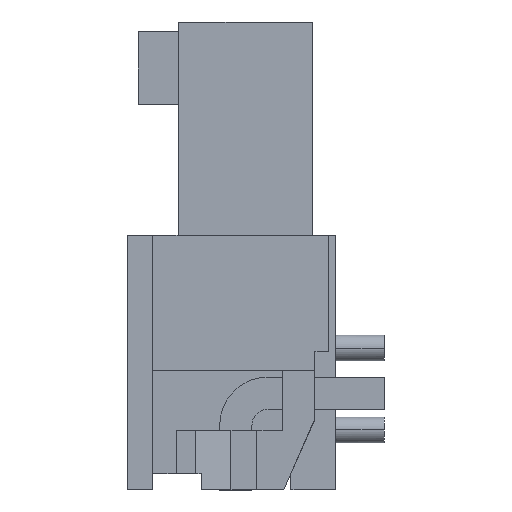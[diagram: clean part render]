
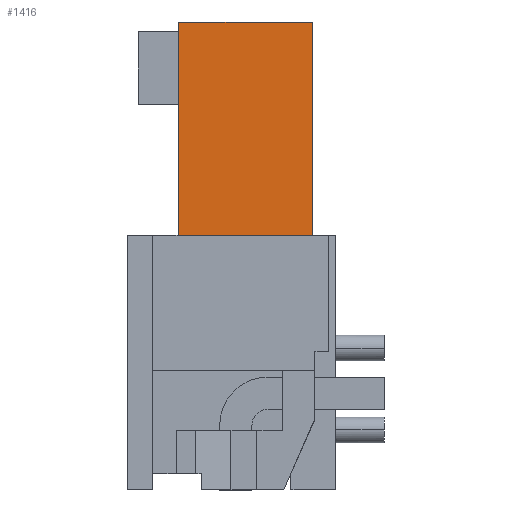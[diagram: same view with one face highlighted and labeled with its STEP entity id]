
A CAD part, left-side view. The second image highlights one B-rep face of the part: STEP entity #1416.
In plain terms, the highlighted planar face has unit normal (-1, 0, 0).
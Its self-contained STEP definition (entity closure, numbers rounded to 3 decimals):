
#665=CARTESIAN_POINT('Vertex',(5.582,2.222,7.9)) ;
#668=CARTESIAN_POINT('Line Origine',(5.582,4.296,7.9)) ;
#672=CARTESIAN_POINT('Vertex',(5.582,6.37,7.9)) ;
#1378=CARTESIAN_POINT('Vertex',(5.582,2.222,14.5)) ;
#1381=CARTESIAN_POINT('Line Origine',(5.582,2.222,11.2)) ;
#1393=CARTESIAN_POINT('Axis2P3D Location',(5.582,2.222,7.9)) ;
#1398=CARTESIAN_POINT('Line Origine',(5.582,4.296,14.5)) ;
#1402=CARTESIAN_POINT('Vertex',(5.582,6.37,14.5)) ;
#1405=CARTESIAN_POINT('Line Origine',(5.582,6.37,11.2)) ;
#669=DIRECTION('Vector Direction',(0.,1.,0.)) ;
#1382=DIRECTION('Vector Direction',(0.,0.,1.)) ;
#1394=DIRECTION('Axis2P3D Direction',(1.,0.,0.)) ;
#1395=DIRECTION('Axis2P3D XDirection',(0.,1.,0.)) ;
#1399=DIRECTION('Vector Direction',(0.,1.,0.)) ;
#1406=DIRECTION('Vector Direction',(0.,0.,1.)) ;
#1396=AXIS2_PLACEMENT_3D('Plane Axis2P3D',#1393,#1394,#1395) ;
#1411=ORIENTED_EDGE('',*,*,#1404,.T.) ;
#1412=ORIENTED_EDGE('',*,*,#1409,.F.) ;
#1413=ORIENTED_EDGE('',*,*,#674,.T.) ;
#1414=ORIENTED_EDGE('',*,*,#1385,.T.) ;
#670=VECTOR('Line Direction',#669,1.) ;
#1383=VECTOR('Line Direction',#1382,1.) ;
#1400=VECTOR('Line Direction',#1399,1.) ;
#1407=VECTOR('Line Direction',#1406,1.) ;
#1416=ADVANCED_FACE('HOUSING',(#1415),#1397,.F.) ;
#674=EDGE_CURVE('',#673,#666,#671,.F.) ;
#1385=EDGE_CURVE('',#666,#1379,#1384,.T.) ;
#1404=EDGE_CURVE('',#1379,#1403,#1401,.T.) ;
#1409=EDGE_CURVE('',#673,#1403,#1408,.T.) ;
#1410=EDGE_LOOP('',(#1411,#1412,#1413,#1414)) ;
#1415=FACE_OUTER_BOUND('',#1410,.T.) ;
#671=LINE('Line',#668,#670) ;
#1384=LINE('Line',#1381,#1383) ;
#1401=LINE('Line',#1398,#1400) ;
#1408=LINE('Line',#1405,#1407) ;
#1397=PLANE('',#1396) ;
#666=VERTEX_POINT('',#665) ;
#673=VERTEX_POINT('',#672) ;
#1379=VERTEX_POINT('',#1378) ;
#1403=VERTEX_POINT('',#1402) ;
